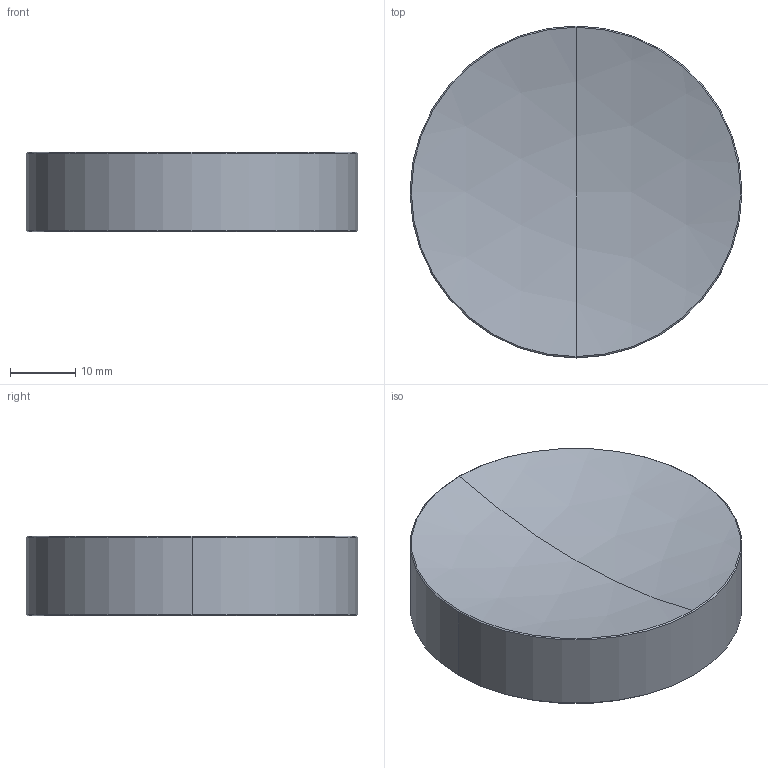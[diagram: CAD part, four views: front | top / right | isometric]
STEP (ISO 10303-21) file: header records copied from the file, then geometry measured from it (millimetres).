
FILE_DESCRIPTION (( 'STEP AP214' ), '1' );
FILE_NAME ('17586-E0W.STEP', '2010-10-29T14:12:46', ( 'Admin' ), ( 'Thorlabs, Inc.' ), 'SwSTEP 2.0', 'SolidWorks 2009', '' );
FILE_SCHEMA (( 'AUTOMOTIVE_DESIGN' ));
Length unit declared in the file: inch
Products named in the file (1): 17586-E0W
Bounding box: 50.8 x 50.8 x 12.23 mm (x, y, z)
Volume: 21540.3 mm3; surface area: 6003.6 mm2
Topology: 1 solids, 1 shells, 285 faces, 750 edges, 499 vertices
Faces by surface type: plane 147, bspline 130, cone 4, sphere 2, cylinder 2
Entity records: 24257 total; most frequent: CARTESIAN_POINT 14345, ORIENTED_EDGE 1500, DIRECTION 814, EDGE_CURVE 750, VERTEX_POINT 499, VECTOR 478, LINE 478, EDGE_LOOP 317
